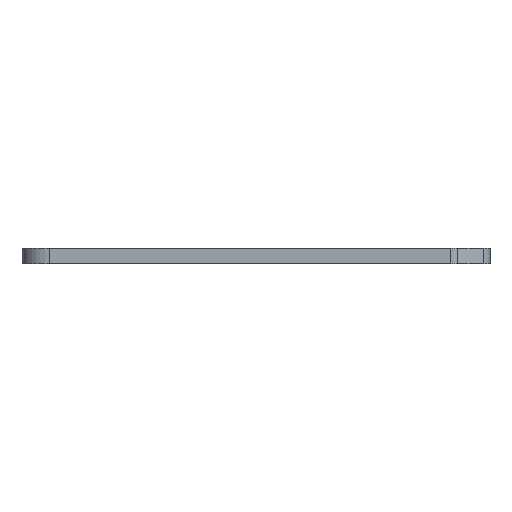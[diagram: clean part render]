
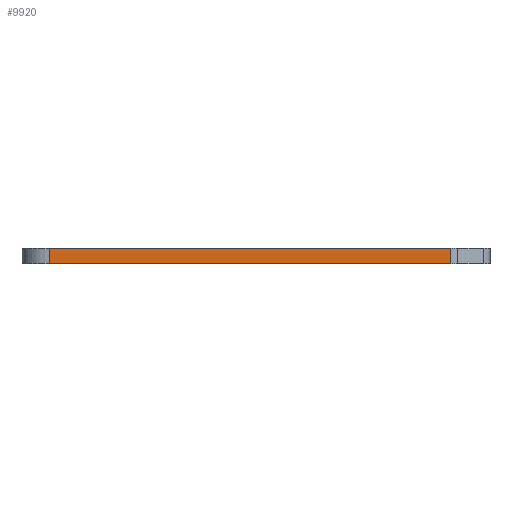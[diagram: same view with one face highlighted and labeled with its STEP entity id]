
A CAD part, front view. The second image highlights one B-rep face of the part: STEP entity #9920.
In plain terms, the highlighted planar face has unit normal (0, -1, 0).
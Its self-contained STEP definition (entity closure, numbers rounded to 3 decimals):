
#5410=CARTESIAN_POINT('',(109.758,-38.2,55.87));
#5420=VERTEX_POINT('',#5410);
#5450=CARTESIAN_POINT('',(104.93,-38.2,55.87));
#5460=DIRECTION('',(1.,0.,0.));
#5470=VECTOR('',#5460,1.);
#5480=LINE('',#5450,#5470);
#5490=CARTESIAN_POINT('',(51.857,-38.2,55.87));
#5500=VERTEX_POINT('',#5490);
#5510=EDGE_CURVE('',#5500,#5420,#5480,.T.);
#9620=CARTESIAN_POINT('',(110.789,-38.2,53.67));
#9630=DIRECTION('',(0.,-1.,0.));
#9640=DIRECTION('',(-1.,0.,0.));
#9650=AXIS2_PLACEMENT_3D('',#9620,#9630,#9640);
#9660=PLANE('',#9650);
#9670=CARTESIAN_POINT('',(51.857,-38.2,53.67));
#9680=DIRECTION('',(0.,0.,1.));
#9690=VECTOR('',#9680,1.);
#9700=LINE('',#9670,#9690);
#9710=CARTESIAN_POINT('',(51.857,-38.2,53.67));
#9720=VERTEX_POINT('',#9710);
#9730=EDGE_CURVE('',#9720,#5500,#9700,.T.);
#9740=ORIENTED_EDGE('',*,*,#9730,.F.);
#9750=ORIENTED_EDGE('',*,*,#5510,.F.);
#9760=CARTESIAN_POINT('',(109.758,-38.2,53.67));
#9770=DIRECTION('',(0.,0.,-1.));
#9780=VECTOR('',#9770,1.);
#9790=LINE('',#9760,#9780);
#9800=CARTESIAN_POINT('',(109.758,-38.2,53.67));
#9810=VERTEX_POINT('',#9800);
#9820=EDGE_CURVE('',#5420,#9810,#9790,.T.);
#9830=ORIENTED_EDGE('',*,*,#9820,.F.);
#9840=CARTESIAN_POINT('',(104.93,-38.2,53.67));
#9850=DIRECTION('',(-1.,0.,0.));
#9860=VECTOR('',#9850,1.);
#9870=LINE('',#9840,#9860);
#9880=EDGE_CURVE('',#9810,#9720,#9870,.T.);
#9890=ORIENTED_EDGE('',*,*,#9880,.F.);
#9900=EDGE_LOOP('',(#9890,#9830,#9750,#9740));
#9910=FACE_OUTER_BOUND('',#9900,.T.);
#9920=ADVANCED_FACE('',(#9910),#9660,.T.);
